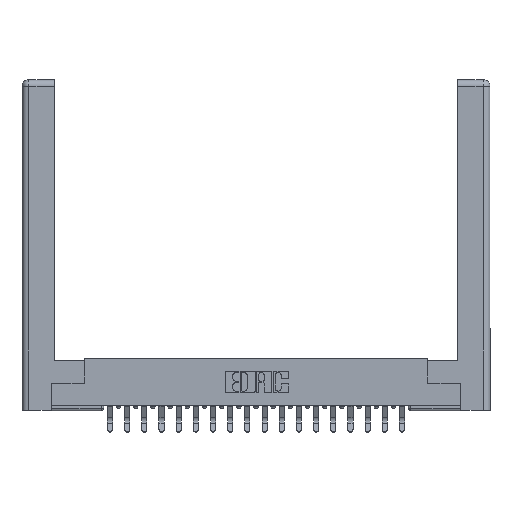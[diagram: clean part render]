
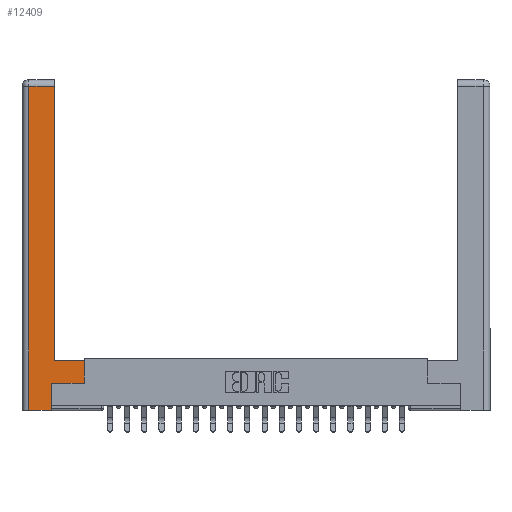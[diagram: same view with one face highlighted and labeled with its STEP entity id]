
A CAD part, top view. The second image highlights one B-rep face of the part: STEP entity #12409.
In plain terms, the highlighted planar face has unit normal (0, 0, 1).
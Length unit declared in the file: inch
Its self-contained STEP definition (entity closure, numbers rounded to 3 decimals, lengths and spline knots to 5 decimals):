
#1 = CARTESIAN_POINT ( 'NONE',  ( 0.265, 0., 0. ) ) ;
#262 = VECTOR ( 'NONE', #6545, 39.37008 ) ;
#773 = DIRECTION ( 'NONE',  ( -1., 0., 0. ) ) ;
#1143 = VERTEX_POINT ( 'NONE', #5635 ) ;
#2257 = VERTEX_POINT ( 'NONE', #19656 ) ;
#2271 = DIRECTION ( 'NONE',  ( 0., 0., -1. ) ) ;
#2577 = CARTESIAN_POINT ( 'NONE',  ( 0.565, 0.245, 0. ) ) ;
#3542 = LINE ( 'NONE', #9722, #11110 ) ;
#3789 = CARTESIAN_POINT ( 'NONE',  ( 0.0615, 0., 0. ) ) ;
#3946 = CARTESIAN_POINT ( 'NONE',  ( 0., 0., 0. ) ) ;
#4556 = FACE_OUTER_BOUND ( 'NONE', #6297, .T. ) ;
#4575 = VERTEX_POINT ( 'NONE', #2577 ) ;
#5256 = LINE ( 'NONE', #9627, #16298 ) ;
#5368 = VERTEX_POINT ( 'NONE', #14039 ) ;
#5635 = CARTESIAN_POINT ( 'NONE',  ( 0.565, 0.45, 0. ) ) ;
#5853 = LINE ( 'NONE', #7878, #21598 ) ;
#5888 = EDGE_CURVE ( 'NONE', #2257, #4575, #5853, .T. ) ;
#5944 = ORIENTED_EDGE ( 'NONE', *, *, #20627, .T. ) ;
#6267 = DIRECTION ( 'NONE',  ( 1., 0., 0. ) ) ;
#6297 = EDGE_LOOP ( 'NONE', ( #5944, #6540, #8967, #8806, #14629, #13388, #17302, #15066 ) ) ;
#6356 = CARTESIAN_POINT ( 'NONE',  ( 0.0615, 2.94, 0. ) ) ;
#6540 = ORIENTED_EDGE ( 'NONE', *, *, #16913, .T. ) ;
#6545 = DIRECTION ( 'NONE',  ( -1., 0., 0. ) ) ;
#7865 = LINE ( 'NONE', #10676, #14795 ) ;
#7878 = CARTESIAN_POINT ( 'NONE',  ( 0.565, 0.245, 0. ) ) ;
#8087 = EDGE_CURVE ( 'NONE', #1143, #11081, #9194, .T. ) ;
#8378 = EDGE_CURVE ( 'NONE', #5368, #18809, #15228, .T. ) ;
#8519 = EDGE_CURVE ( 'NONE', #18809, #15949, #7865, .T. ) ;
#8711 = EDGE_CURVE ( 'NONE', #4575, #1143, #3542, .T. ) ;
#8806 = ORIENTED_EDGE ( 'NONE', *, *, #8519, .T. ) ;
#8967 = ORIENTED_EDGE ( 'NONE', *, *, #8378, .T. ) ;
#8973 = VECTOR ( 'NONE', #14874, 39.37008 ) ;
#9194 = LINE ( 'NONE', #16484, #262 ) ;
#9627 = CARTESIAN_POINT ( 'NONE',  ( 0.295, 3., 0. ) ) ;
#9722 = CARTESIAN_POINT ( 'NONE',  ( 0.565, 0.45, 0. ) ) ;
#9997 = VERTEX_POINT ( 'NONE', #12518 ) ;
#10676 = CARTESIAN_POINT ( 'NONE',  ( 0.265, 0., 0. ) ) ;
#10987 = VECTOR ( 'NONE', #15192, 39.37008 ) ;
#11081 = VERTEX_POINT ( 'NONE', #18799 ) ;
#11110 = VECTOR ( 'NONE', #21453, 39.37008 ) ;
#11380 = CARTESIAN_POINT ( 'NONE',  ( 0.0615, 0., 0. ) ) ;
#12409 = ADVANCED_FACE ( 'NONE', ( #4556 ), #19170, .F. ) ;
#12518 = CARTESIAN_POINT ( 'NONE',  ( 0.295, 2.94, 0. ) ) ;
#13106 = CARTESIAN_POINT ( 'NONE',  ( 0.265, 0.245, 0. ) ) ;
#13388 = ORIENTED_EDGE ( 'NONE', *, *, #5888, .T. ) ;
#13844 = EDGE_CURVE ( 'NONE', #15949, #2257, #21264, .T. ) ;
#14039 = CARTESIAN_POINT ( 'NONE',  ( 0.0615, 2.94, 0. ) ) ;
#14629 = ORIENTED_EDGE ( 'NONE', *, *, #13844, .T. ) ;
#14795 = VECTOR ( 'NONE', #15929, 39.37008 ) ;
#14826 = DIRECTION ( 'NONE',  ( 0., 1., 0. ) ) ;
#14874 = DIRECTION ( 'NONE',  ( -1., 0., 0. ) ) ;
#15066 = ORIENTED_EDGE ( 'NONE', *, *, #8087, .T. ) ;
#15192 = DIRECTION ( 'NONE',  ( 0., -1., 0. ) ) ;
#15228 = LINE ( 'NONE', #11380, #10987 ) ;
#15784 = VECTOR ( 'NONE', #14826, 39.37008 ) ;
#15929 = DIRECTION ( 'NONE',  ( 1., 0., 0. ) ) ;
#15949 = VERTEX_POINT ( 'NONE', #1 ) ;
#16298 = VECTOR ( 'NONE', #21198, 39.37008 ) ;
#16484 = CARTESIAN_POINT ( 'NONE',  ( 0.295, 0.45, 0. ) ) ;
#16913 = EDGE_CURVE ( 'NONE', #9997, #5368, #17921, .T. ) ;
#17302 = ORIENTED_EDGE ( 'NONE', *, *, #8711, .T. ) ;
#17706 = AXIS2_PLACEMENT_3D ( 'NONE', #3946, #2271, #773 ) ;
#17921 = LINE ( 'NONE', #6356, #8973 ) ;
#18799 = CARTESIAN_POINT ( 'NONE',  ( 0.295, 0.45, 0. ) ) ;
#18809 = VERTEX_POINT ( 'NONE', #3789 ) ;
#19170 = PLANE ( 'NONE',  #17706 ) ;
#19656 = CARTESIAN_POINT ( 'NONE',  ( 0.265, 0.245, 0. ) ) ;
#20627 = EDGE_CURVE ( 'NONE', #11081, #9997, #5256, .T. ) ;
#21198 = DIRECTION ( 'NONE',  ( 0., 1., 0. ) ) ;
#21264 = LINE ( 'NONE', #13106, #15784 ) ;
#21453 = DIRECTION ( 'NONE',  ( 0., 1., 0. ) ) ;
#21598 = VECTOR ( 'NONE', #6267, 39.37008 ) ;
